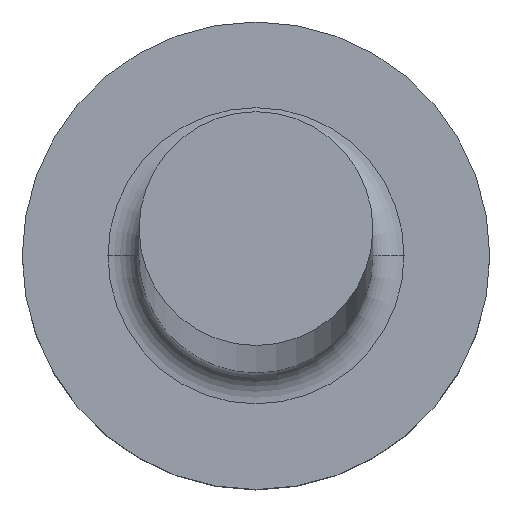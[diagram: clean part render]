
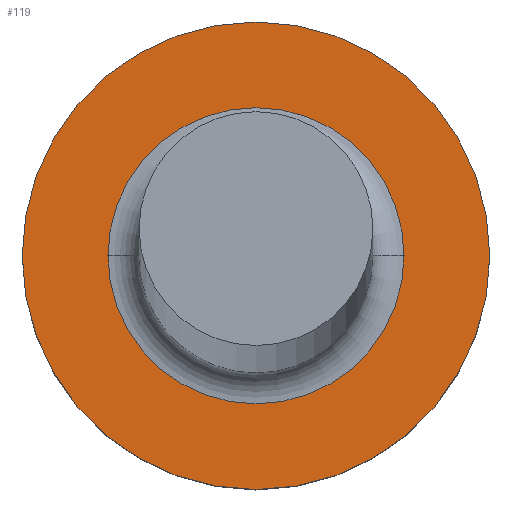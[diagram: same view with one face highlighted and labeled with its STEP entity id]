
A CAD part, top view. The second image highlights one B-rep face of the part: STEP entity #119.
In plain terms, the highlighted planar face has unit normal (0, 0, 1).
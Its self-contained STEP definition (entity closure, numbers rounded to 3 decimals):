
#12 = CARTESIAN_POINT ( 'NONE',  ( -0.95, 0., 1.5 ) ) ;
#19 = EDGE_LOOP ( 'NONE', ( #135, #49 ) ) ;
#21 = DIRECTION ( 'NONE',  ( 1., 0., 0. ) ) ;
#28 = CARTESIAN_POINT ( 'NONE',  ( 1.5, 0., 1.5 ) ) ;
#35 = VERTEX_POINT ( 'NONE', #259 ) ;
#41 = CARTESIAN_POINT ( 'NONE',  ( 0., 0., 1.5 ) ) ;
#48 = DIRECTION ( 'NONE',  ( 0., 0., 1. ) ) ;
#49 = ORIENTED_EDGE ( 'NONE', *, *, #285, .T. ) ;
#50 = ORIENTED_EDGE ( 'NONE', *, *, #160, .T. ) ;
#52 = AXIS2_PLACEMENT_3D ( 'NONE', #77, #189, #149 ) ;
#57 = PLANE ( 'NONE',  #139 ) ;
#59 = DIRECTION ( 'NONE',  ( 0., 0., 1. ) ) ;
#69 = ORIENTED_EDGE ( 'NONE', *, *, #71, .T. ) ;
#71 = EDGE_CURVE ( 'NONE', #123, #305, #213, .T. ) ;
#77 = CARTESIAN_POINT ( 'NONE',  ( 0., 0., 1.5 ) ) ;
#88 = FACE_BOUND ( 'NONE', #19, .T. ) ;
#95 = EDGE_CURVE ( 'NONE', #35, #251, #235, .T. ) ;
#101 = DIRECTION ( 'NONE',  ( 0., 0., 1. ) ) ;
#108 = CARTESIAN_POINT ( 'NONE',  ( 0., 0., 1.5 ) ) ;
#119 = ADVANCED_FACE ( 'NONE', ( #88, #269 ), #57, .T. ) ;
#123 = VERTEX_POINT ( 'NONE', #144 ) ;
#128 = DIRECTION ( 'NONE',  ( 1., 0., 0. ) ) ;
#135 = ORIENTED_EDGE ( 'NONE', *, *, #95, .T. ) ;
#139 = AXIS2_PLACEMENT_3D ( 'NONE', #223, #59, #192 ) ;
#144 = CARTESIAN_POINT ( 'NONE',  ( -1.5, 0., 1.5 ) ) ;
#149 = DIRECTION ( 'NONE',  ( 1., 0., 0. ) ) ;
#160 = EDGE_CURVE ( 'NONE', #305, #123, #162, .T. ) ;
#162 = CIRCLE ( 'NONE', #195, 1.5 ) ;
#167 = DIRECTION ( 'NONE',  ( 1., 0., 0. ) ) ;
#189 = DIRECTION ( 'NONE',  ( 0., 0., -1. ) ) ;
#192 = DIRECTION ( 'NONE',  ( 1., 0., 0. ) ) ;
#195 = AXIS2_PLACEMENT_3D ( 'NONE', #108, #101, #128 ) ;
#213 = CIRCLE ( 'NONE', #254, 1.5 ) ;
#223 = CARTESIAN_POINT ( 'NONE',  ( 0., 0., 1.5 ) ) ;
#235 = CIRCLE ( 'NONE', #280, 0.95 ) ;
#240 = CIRCLE ( 'NONE', #52, 0.95 ) ;
#248 = DIRECTION ( 'NONE',  ( 0., 0., -1. ) ) ;
#251 = VERTEX_POINT ( 'NONE', #12 ) ;
#254 = AXIS2_PLACEMENT_3D ( 'NONE', #256, #48, #21 ) ;
#256 = CARTESIAN_POINT ( 'NONE',  ( 0., 0., 1.5 ) ) ;
#259 = CARTESIAN_POINT ( 'NONE',  ( 0.95, 0., 1.5 ) ) ;
#269 = FACE_OUTER_BOUND ( 'NONE', #271, .T. ) ;
#271 = EDGE_LOOP ( 'NONE', ( #69, #50 ) ) ;
#280 = AXIS2_PLACEMENT_3D ( 'NONE', #41, #248, #167 ) ;
#285 = EDGE_CURVE ( 'NONE', #251, #35, #240, .T. ) ;
#305 = VERTEX_POINT ( 'NONE', #28 ) ;
